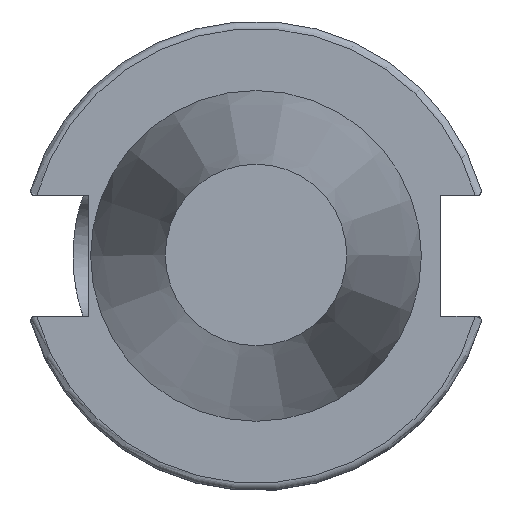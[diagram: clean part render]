
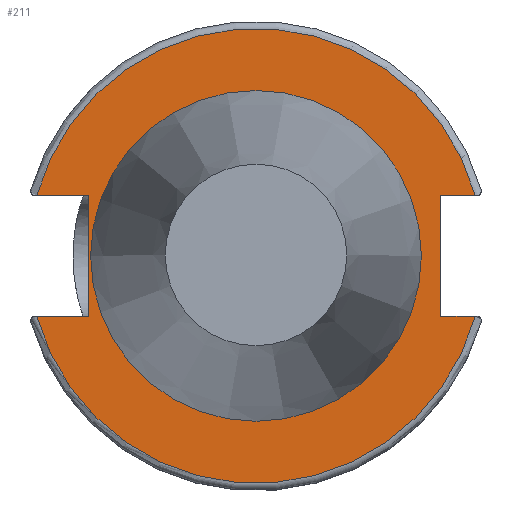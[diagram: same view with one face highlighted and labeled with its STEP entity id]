
A CAD part, top view. The second image highlights one B-rep face of the part: STEP entity #211.
In plain terms, the highlighted planar face has unit normal (0, 0, 1).
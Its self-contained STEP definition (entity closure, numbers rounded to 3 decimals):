
#45=FACE_BOUND('',#350,.T.);
#46=FACE_BOUND('',#351,.T.);
#123=CIRCLE('',#1107,22.371);
#127=CIRCLE('',#1114,30.75);
#128=CIRCLE('',#1116,30.75);
#211=ADVANCED_FACE('',(#45,#46),#269,.T.);
#269=PLANE('',#1117);
#350=EDGE_LOOP('',(#520));
#351=EDGE_LOOP('',(#521,#522,#523,#524,#525,#526,#527,#528));
#520=ORIENTED_EDGE('',*,*,#873,.F.);
#521=ORIENTED_EDGE('',*,*,#881,.T.);
#522=ORIENTED_EDGE('',*,*,#882,.F.);
#523=ORIENTED_EDGE('',*,*,#851,.T.);
#524=ORIENTED_EDGE('',*,*,#820,.T.);
#525=ORIENTED_EDGE('',*,*,#843,.T.);
#526=ORIENTED_EDGE('',*,*,#880,.F.);
#527=ORIENTED_EDGE('',*,*,#883,.T.);
#528=ORIENTED_EDGE('',*,*,#884,.T.);
#723=VERTEX_POINT('',#1533);
#724=VERTEX_POINT('',#1535);
#744=VERTEX_POINT('',#1644);
#750=VERTEX_POINT('',#1681);
#764=VERTEX_POINT('',#1756);
#769=VERTEX_POINT('',#1788);
#770=VERTEX_POINT('',#1792);
#771=VERTEX_POINT('',#1793);
#772=VERTEX_POINT('',#1796);
#820=EDGE_CURVE('',#724,#723,#964,.T.);
#843=EDGE_CURVE('',#723,#744,#976,.T.);
#851=EDGE_CURVE('',#750,#724,#981,.T.);
#873=EDGE_CURVE('',#764,#764,#123,.T.);
#880=EDGE_CURVE('',#769,#744,#127,.T.);
#881=EDGE_CURVE('',#770,#771,#990,.T.);
#882=EDGE_CURVE('',#750,#771,#128,.T.);
#883=EDGE_CURVE('',#769,#772,#991,.T.);
#884=EDGE_CURVE('',#772,#770,#992,.T.);
#964=LINE('',#1534,#1010);
#976=LINE('',#1645,#1022);
#981=LINE('',#1680,#1027);
#990=LINE('',#1791,#1036);
#991=LINE('',#1795,#1037);
#992=LINE('',#1797,#1038);
#1010=VECTOR('',#1224,1.);
#1022=VECTOR('',#1244,1.);
#1027=VECTOR('',#1253,1.);
#1036=VECTOR('',#1308,1.);
#1037=VECTOR('',#1311,1.);
#1038=VECTOR('',#1312,1.);
#1107=AXIS2_PLACEMENT_3D('',#1755,#1289,#1290);
#1114=AXIS2_PLACEMENT_3D('',#1789,#1304,#1305);
#1116=AXIS2_PLACEMENT_3D('',#1794,#1309,#1310);
#1117=AXIS2_PLACEMENT_3D('',#1798,#1313,#1314);
#1224=DIRECTION('',(0.,1.,0.));
#1244=DIRECTION('',(1.,0.,0.));
#1253=DIRECTION('',(-1.,0.,0.));
#1289=DIRECTION('',(0.,0.,1.));
#1290=DIRECTION('',(1.,0.,0.));
#1304=DIRECTION('',(0.,0.,-1.));
#1305=DIRECTION('',(0.,1.,0.));
#1308=DIRECTION('',(-1.,0.,0.));
#1309=DIRECTION('',(0.,0.,-1.));
#1310=DIRECTION('',(0.,-1.,0.));
#1311=DIRECTION('',(1.,0.,0.));
#1312=DIRECTION('',(0.,-1.,0.));
#1313=DIRECTION('',(0.,0.,1.));
#1314=DIRECTION('',(1.,0.,0.));
#1533=CARTESIAN_POINT('',(25.,8.19,-1.));
#1534=CARTESIAN_POINT('',(25.,15.875,-1.));
#1535=CARTESIAN_POINT('',(25.,-8.19,-1.));
#1644=CARTESIAN_POINT('',(29.639,8.19,-1.));
#1645=CARTESIAN_POINT('',(12.5,8.19,-1.));
#1680=CARTESIAN_POINT('',(12.5,-8.19,-1.));
#1681=CARTESIAN_POINT('',(29.639,-8.19,-1.));
#1755=CARTESIAN_POINT('',(0.,0.,-1.));
#1756=CARTESIAN_POINT('',(22.371,0.,-1.));
#1788=CARTESIAN_POINT('',(-29.639,8.19,-1.));
#1789=CARTESIAN_POINT('',(0.,0.,-1.));
#1791=CARTESIAN_POINT('',(-11.3,-8.19,-1.));
#1792=CARTESIAN_POINT('',(-22.6,-8.19,-1.));
#1793=CARTESIAN_POINT('',(-29.639,-8.19,-1.));
#1794=CARTESIAN_POINT('',(0.,0.,-1.));
#1795=CARTESIAN_POINT('',(-11.3,8.19,-1.));
#1796=CARTESIAN_POINT('',(-22.6,8.19,-1.));
#1797=CARTESIAN_POINT('',(-22.6,15.875,-1.));
#1798=CARTESIAN_POINT('',(0.,31.75,-1.));
